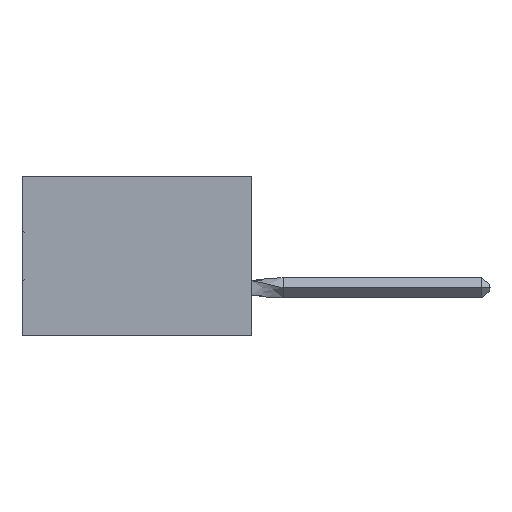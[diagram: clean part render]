
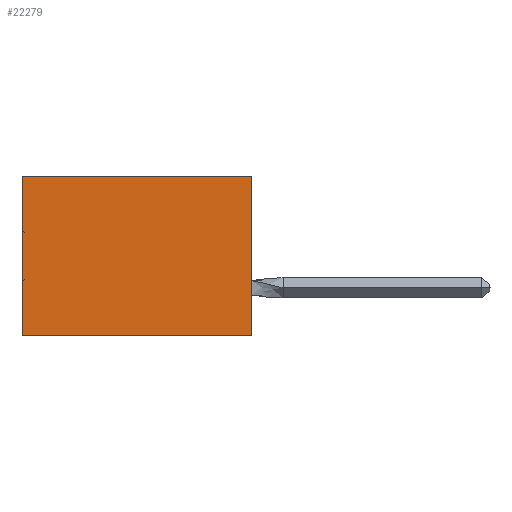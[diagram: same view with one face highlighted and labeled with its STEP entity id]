
A CAD part, left-side view. The second image highlights one B-rep face of the part: STEP entity #22279.
In plain terms, the highlighted planar face has unit normal (-1, 0, 0).
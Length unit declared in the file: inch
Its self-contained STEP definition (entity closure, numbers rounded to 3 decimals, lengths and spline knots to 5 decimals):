
#2447 = FACE_OUTER_BOUND ( 'NONE', #16460, .T. ) ;
#2739 = LINE ( 'NONE', #26822, #9311 ) ;
#2816 = VERTEX_POINT ( 'NONE', #3473 ) ;
#3473 = CARTESIAN_POINT ( 'NONE',  ( 0.305, 0.72, 0. ) ) ;
#4482 = CARTESIAN_POINT ( 'NONE',  ( 0.305, 0., -0.5 ) ) ;
#6782 = LINE ( 'NONE', #12666, #10701 ) ;
#7704 = DIRECTION ( 'NONE',  ( 0., 0., -1. ) ) ;
#8625 = VECTOR ( 'NONE', #24687, 39.37008 ) ;
#9311 = VECTOR ( 'NONE', #39584, 39.37008 ) ;
#10701 = VECTOR ( 'NONE', #16493, 39.37008 ) ;
#12666 = CARTESIAN_POINT ( 'NONE',  ( 0.305, 0., 0. ) ) ;
#13559 = AXIS2_PLACEMENT_3D ( 'NONE', #37457, #28888, #17046 ) ;
#14283 = CARTESIAN_POINT ( 'NONE',  ( 0.305, 0.72, -0.5 ) ) ;
#14522 = VECTOR ( 'NONE', #7704, 39.37008 ) ;
#15753 = CARTESIAN_POINT ( 'NONE',  ( 0.305, 0., 0. ) ) ;
#16460 = EDGE_LOOP ( 'NONE', ( #34836, #51853, #46655, #22985 ) ) ;
#16493 = DIRECTION ( 'NONE',  ( 0., 1., 0. ) ) ;
#16521 = PLANE ( 'NONE',  #13559 ) ;
#17046 = DIRECTION ( 'NONE',  ( 0., 0., -1. ) ) ;
#17113 = EDGE_CURVE ( 'NONE', #33295, #31089, #2739, .T. ) ;
#19111 = EDGE_CURVE ( 'NONE', #2816, #31089, #36658, .T. ) ;
#22279 = ADVANCED_FACE ( 'NONE', ( #2447 ), #16521, .F. ) ;
#22985 = ORIENTED_EDGE ( 'NONE', *, *, #33471, .T. ) ;
#24687 = DIRECTION ( 'NONE',  ( 0., 0., -1. ) ) ;
#26822 = CARTESIAN_POINT ( 'NONE',  ( 0.305, 0., -0.5 ) ) ;
#28419 = CARTESIAN_POINT ( 'NONE',  ( 0.305, 0.72, -0.5 ) ) ;
#28888 = DIRECTION ( 'NONE',  ( 1., 0., 0. ) ) ;
#31089 = VERTEX_POINT ( 'NONE', #14283 ) ;
#33295 = VERTEX_POINT ( 'NONE', #43992 ) ;
#33471 = EDGE_CURVE ( 'NONE', #43792, #2816, #6782, .T. ) ;
#34836 = ORIENTED_EDGE ( 'NONE', *, *, #19111, .T. ) ;
#36658 = LINE ( 'NONE', #28419, #14522 ) ;
#37457 = CARTESIAN_POINT ( 'NONE',  ( 0.305, 0., -0.5 ) ) ;
#39229 = LINE ( 'NONE', #4482, #8625 ) ;
#39584 = DIRECTION ( 'NONE',  ( 0., 1., 0. ) ) ;
#43792 = VERTEX_POINT ( 'NONE', #15753 ) ;
#43992 = CARTESIAN_POINT ( 'NONE',  ( 0.305, 0., -0.5 ) ) ;
#46655 = ORIENTED_EDGE ( 'NONE', *, *, #52560, .F. ) ;
#51853 = ORIENTED_EDGE ( 'NONE', *, *, #17113, .F. ) ;
#52560 = EDGE_CURVE ( 'NONE', #43792, #33295, #39229, .T. ) ;
